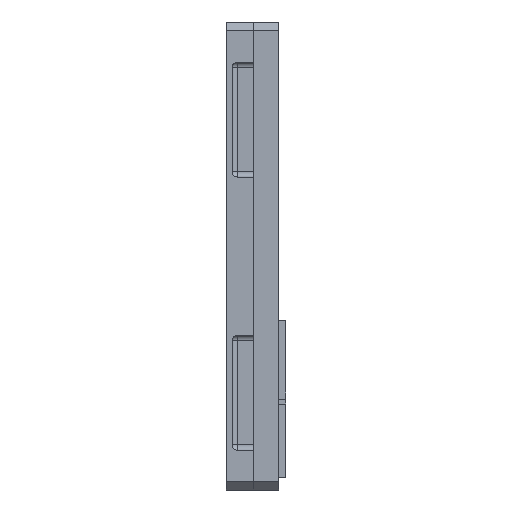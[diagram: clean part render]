
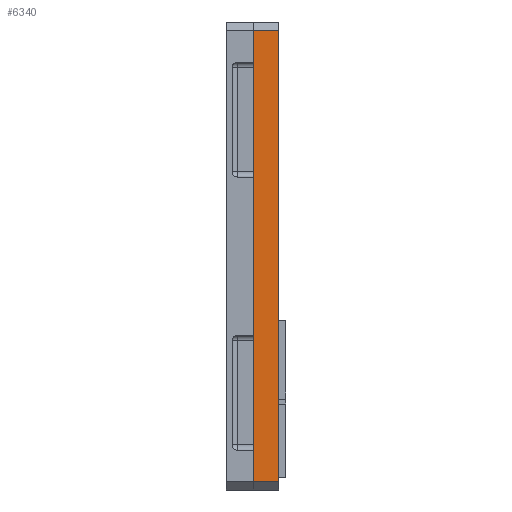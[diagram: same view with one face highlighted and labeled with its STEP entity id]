
A CAD part, left-side view. The second image highlights one B-rep face of the part: STEP entity #6340.
In plain terms, the highlighted planar face has unit normal (-1, 0, 0).
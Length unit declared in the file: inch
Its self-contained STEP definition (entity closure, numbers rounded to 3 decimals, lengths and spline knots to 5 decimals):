
#132=PLANE('',#6834);
#398=FACE_OUTER_BOUND('',#756,.T.);
#756=EDGE_LOOP('',(#4764,#4765,#4766,#4767));
#1311=LINE('',#10002,#1959);
#1313=LINE('',#10006,#1961);
#1314=LINE('',#10008,#1962);
#1315=LINE('',#10009,#1963);
#1959=VECTOR('',#7993,0.3937);
#1961=VECTOR('',#7997,0.3937);
#1962=VECTOR('',#7998,0.3937);
#1963=VECTOR('',#7999,0.3937);
#2922=VERTEX_POINT('',#9999);
#2923=VERTEX_POINT('',#10001);
#2924=VERTEX_POINT('',#10005);
#2925=VERTEX_POINT('',#10007);
#3633=EDGE_CURVE('',#2922,#2923,#1311,.T.);
#3635=EDGE_CURVE('',#2924,#2922,#1313,.T.);
#3636=EDGE_CURVE('',#2925,#2924,#1314,.T.);
#3637=EDGE_CURVE('',#2925,#2923,#1315,.T.);
#4764=ORIENTED_EDGE('',*,*,#3633,.F.);
#4765=ORIENTED_EDGE('',*,*,#3635,.F.);
#4766=ORIENTED_EDGE('',*,*,#3636,.F.);
#4767=ORIENTED_EDGE('',*,*,#3637,.T.);
#6340=ADVANCED_FACE('',(#398),#132,.F.);
#6834=AXIS2_PLACEMENT_3D('',#10004,#7995,#7996);
#7993=DIRECTION('',(0.,1.,0.));
#7995=DIRECTION('center_axis',(1.,0.,0.));
#7996=DIRECTION('ref_axis',(0.,0.,-1.));
#7997=DIRECTION('',(0.,0.,-1.));
#7998=DIRECTION('',(0.,-1.,0.));
#7999=DIRECTION('',(0.,0.,-1.));
#9999=CARTESIAN_POINT('',(-3.40105,0.,-1.72942));
#10001=CARTESIAN_POINT('',(-3.40105,0.43,-1.72942));
#10002=CARTESIAN_POINT('',(-3.40105,0.,-1.72942));
#10004=CARTESIAN_POINT('Origin',(-3.40105,0.,6.13058));
#10005=CARTESIAN_POINT('',(-3.40105,0.,5.99058));
#10006=CARTESIAN_POINT('',(-3.40105,0.,4.13058));
#10007=CARTESIAN_POINT('',(-3.40105,0.43,5.99058));
#10008=CARTESIAN_POINT('',(-3.40105,0.,5.99058));
#10009=CARTESIAN_POINT('',(-3.40105,0.43,6.13058));
